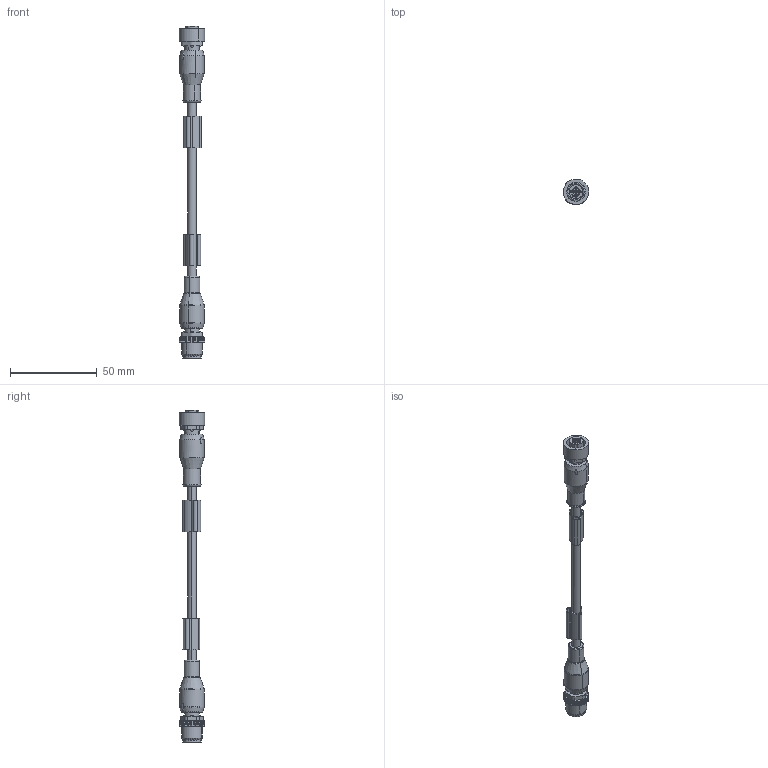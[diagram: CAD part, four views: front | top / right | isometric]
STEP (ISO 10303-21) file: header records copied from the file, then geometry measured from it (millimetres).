
FILE_DESCRIPTION(('CATIA V5 STEP Exchange','CAx-IF Rec.Pracs.--- Model Styling and Organization---1.5--- 2016-08-15','CAx-IF Rec.Pracs.---Supplemental Geometry---1.0---2011-11-01','CAx-IF Rec.Pracs.--- Composite Materials ---1.1---2010-07-15'),'2;1');
FILE_NAME ('1341518-2_0', '2025-03-06T11:49:57+00:00', ('none'), ('Weidmueller'), 'CATIA Version 5-6 Release 2022 SP4 HF5', 'CATIA V5 STEP AP214 v3', 'none');
FILE_SCHEMA(('AUTOMOTIVE_DESIGN { 1 0 10303 214 1 1 1 1 }'));
Length unit declared in the file: millimetre
Products named in the file (1): 2812600000
Bounding box: 14.6 x 14.6 x 191 mm (x, y, z)
Volume: 12169.1 mm3; surface area: 10221.2 mm2
Topology: 1 solids, 6 shells, 633 faces, 1680 edges, 1085 vertices
Faces by surface type: plane 280, cylinder 193, cone 95, torus 30, bspline 16, sphere 14, revolution 5
Entity records: 19840 total; most frequent: CARTESIAN_POINT 5488, ORIENTED_EDGE 3336, DIRECTION 2078, EDGE_CURVE 1668, VERTEX_POINT 1085, AXIS2_PLACEMENT_3D 952, VECTOR 714, LINE 714
